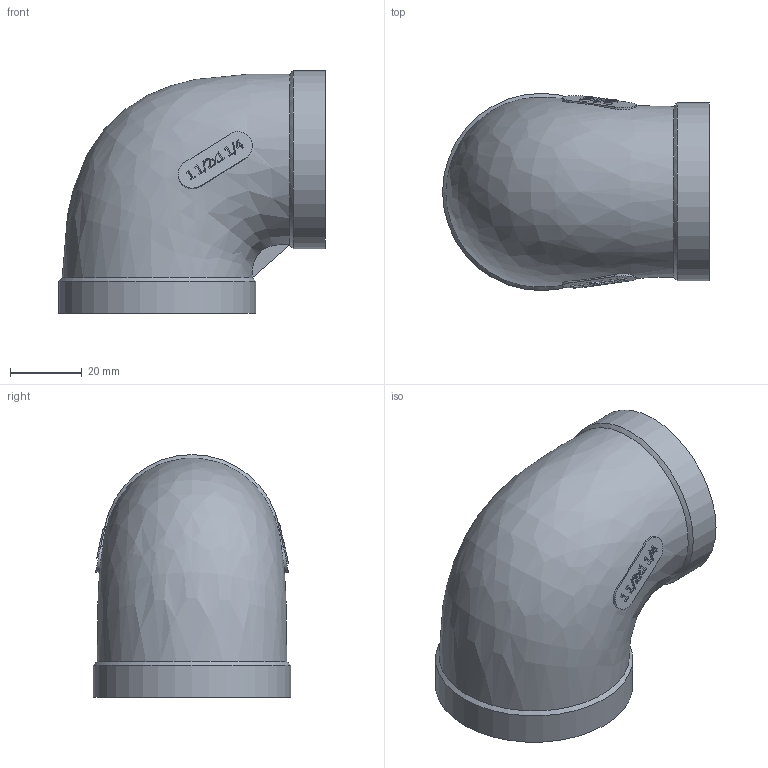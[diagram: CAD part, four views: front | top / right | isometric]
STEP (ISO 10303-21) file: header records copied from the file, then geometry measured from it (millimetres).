
FILE_DESCRIPTION(/* description */ ('Unknown'),/* implementation_level */ '2;1');
FILE_NAME(/* name */ 'R304-1-1_2x1-1_4',/* time_stamp */ '2021-10-19T14:51:51+08:00',/* author */ ('Unknown'),/* organization */ ('Unknown'),/* preprocessor_version */ 'ST-DEVELOPER v16.7',/* originating_system */ 'DEX',/* authorisation */ $);
FILE_SCHEMA (('AUTOMOTIVE_DESIGN {1 0 10303 214 3 1 1}'));
Length unit declared in the file: millimetre
Products named in the file (1): R304-1-1_2x1-1_4
Bounding box: 74.6 x 55.2 x 67.9 mm (x, y, z)
Volume: 56675.3 mm3; surface area: 25958.5 mm2
Topology: 1 solids, 1 shells, 165 faces, 443 edges, 296 vertices
Faces by surface type: plane 123, bspline 35, cylinder 5, cone 2
Full cylindrical faces by diameter (mm): 49.8 x1, 55.2 x1
Entity records: 8431 total; most frequent: CARTESIAN_POINT 4726, ORIENTED_EDGE 810, DIRECTION 630, EDGE_CURVE 405, LINE 322, VECTOR 322, VERTEX_POINT 273, EDGE_LOOP 180
